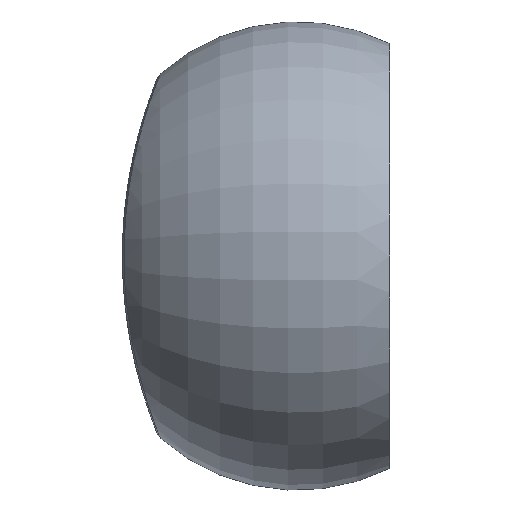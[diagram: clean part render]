
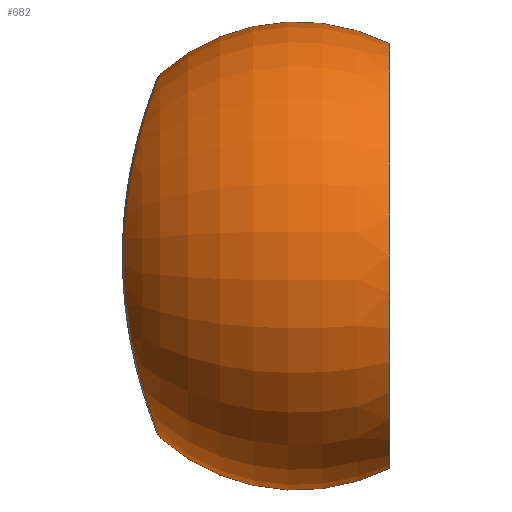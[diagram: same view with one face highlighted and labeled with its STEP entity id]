
A CAD part, left-side view. The second image highlights one B-rep face of the part: STEP entity #682.
In plain terms, the highlighted toroidal (fillet/blend) face has major radius 2.717 mm and minor radius 19.938 mm.
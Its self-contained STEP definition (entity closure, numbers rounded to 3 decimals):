
#9 = DIRECTION ( 'NONE',  ( 0., 0., 1. ) ) ;
#12 = CARTESIAN_POINT ( 'NONE',  ( -11.188, 18.512, -10.237 ) ) ;
#17 = CARTESIAN_POINT ( 'NONE',  ( 0., 16.164, -17.619 ) ) ;
#21 = CARTESIAN_POINT ( 'NONE',  ( -12.724, 19.247, -6.437 ) ) ;
#24 = CARTESIAN_POINT ( 'NONE',  ( -12.228, 18.987, -8.01 ) ) ;
#40 = CIRCLE ( 'NONE', #728, 19.938 ) ;
#44 = B_SPLINE_CURVE_WITH_KNOTS ( 'NONE', 3,
 ( #571, #21, #24, #12, #911, #741, #1012, #200, #648, #392, #278, #1007, #468, #1103, #465, #737, #1003, #101, #473, #1108, #563, #17 ),
 .UNSPECIFIED., .F., .F.,
 ( 4, 2, 2, 2, 2, 2, 2, 2, 2, 2, 4 ),
 ( 0.092, 0.097, 0.099, 0.1, 0.102, 0.103, 0.104, 0.107, 0.108, 0.109, 0.112 ),
 .UNSPECIFIED. ) ;
#80 = VERTEX_POINT ( 'NONE', #442 ) ;
#82 = CARTESIAN_POINT ( 'NONE',  ( -3.364, 16.366, 17.112 ) ) ;
#83 = VERTEX_POINT ( 'NONE', #1073 ) ;
#96 = CARTESIAN_POINT ( 'NONE',  ( 0., 16.164, -17.619 ) ) ;
#97 = CARTESIAN_POINT ( 'NONE',  ( -13.524, 19.682, 0.13 ) ) ;
#101 = CARTESIAN_POINT ( 'NONE',  ( -3.301, 16.358, -17.135 ) ) ;
#106 = CARTESIAN_POINT ( 'NONE',  ( -13.252, 19.53, 3.849 ) ) ;
#113 = ORIENTED_EDGE ( 'NONE', *, *, #345, .T. ) ;
#114 = CARTESIAN_POINT ( 'NONE',  ( 0., 16.164, 17.619 ) ) ;
#119 = DIRECTION ( 'NONE',  ( 0., 0., -1. ) ) ;
#151 = CARTESIAN_POINT ( 'NONE',  ( -5.889, 16.793, 15.989 ) ) ;
#167 = CARTESIAN_POINT ( 'NONE',  ( -4.247, 16.484, 16.812 ) ) ;
#183 = CARTESIAN_POINT ( 'NONE',  ( 0., -6., 20.55 ) ) ;
#186 = CARTESIAN_POINT ( 'NONE',  ( -10.912, 18.388, 10.79 ) ) ;
#189 = CARTESIAN_POINT ( 'NONE',  ( -12.551, 19.16, 6.843 ) ) ;
#200 = CARTESIAN_POINT ( 'NONE',  ( -9.359, 17.784, -12.989 ) ) ;
#204 = DIRECTION ( 'NONE',  ( 0., 1., 0. ) ) ;
#251 = CIRCLE ( 'NONE', #852, 20.55 ) ;
#278 = CARTESIAN_POINT ( 'NONE',  ( -8.245, 17.411, -14.194 ) ) ;
#279 = CARTESIAN_POINT ( 'NONE',  ( -10.283, 18.122, 11.821 ) ) ;
#312 = DIRECTION ( 'NONE',  ( 1., 0., 0. ) ) ;
#344 = FACE_OUTER_BOUND ( 'NONE', #802, .T. ) ;
#345 = EDGE_CURVE ( 'NONE', #83, #388, #44, .T. ) ;
#352 = CARTESIAN_POINT ( 'NONE',  ( -2.161, 16.246, 17.415 ) ) ;
#355 = CARTESIAN_POINT ( 'NONE',  ( 0., -6., 0. ) ) ;
#361 = VERTEX_POINT ( 'NONE', #1015 ) ;
#377 = CARTESIAN_POINT ( 'NONE',  ( -13.031, 19.409, 5.063 ) ) ;
#384 = CARTESIAN_POINT ( 'NONE',  ( -8.763, 17.567, 13.734 ) ) ;
#388 = VERTEX_POINT ( 'NONE', #96 ) ;
#392 = CARTESIAN_POINT ( 'NONE',  ( -8.536, 17.504, -13.905 ) ) ;
#408 = EDGE_CURVE ( 'NONE', #80, #83, #422, .T. ) ;
#422 = B_SPLINE_CURVE_WITH_KNOTS ( 'NONE', 3,
 ( #114, #1027, #928, #352, #1156, #1076, #82, #167, #795, #1030, #151, #458, #1000, #461, #384, #279, #186, #466, #1008, #908, #189, #377, #106, #649, #642, #97, #913, #551, #738, #724 ),
 .UNSPECIFIED., .F., .F.,
 ( 4, 2, 2, 2, 2, 2, 2, 2, 2, 2, 2, 2, 2, 2, 4 ),
 ( 0.062, 0.064, 0.064, 0.065, 0.067, 0.068, 0.069, 0.073, 0.077, 0.078, 0.08, 0.084, 0.086, 0.088, 0.092 ),
 .UNSPECIFIED. ) ;
#442 = CARTESIAN_POINT ( 'NONE',  ( 0., 16.164, 17.619 ) ) ;
#458 = CARTESIAN_POINT ( 'NONE',  ( -6.409, 16.91, 15.663 ) ) ;
#461 = CARTESIAN_POINT ( 'NONE',  ( -7.899, 17.289, 14.584 ) ) ;
#463 = EDGE_CURVE ( 'NONE', #653, #80, #40, .T. ) ;
#465 = CARTESIAN_POINT ( 'NONE',  ( -5.612, 16.725, -16.176 ) ) ;
#466 = CARTESIAN_POINT ( 'NONE',  ( -11.703, 18.746, 9.15 ) ) ;
#468 = CARTESIAN_POINT ( 'NONE',  ( -7.313, 17.14, -15.01 ) ) ;
#470 = ORIENTED_EDGE ( 'NONE', *, *, #616, .T. ) ;
#473 = CARTESIAN_POINT ( 'NONE',  ( -2.898, 16.312, -17.249 ) ) ;
#474 = AXIS2_PLACEMENT_3D ( 'NONE', #754, #312, #119 ) ;
#528 = DIRECTION ( 'NONE',  ( 0., 1., 0. ) ) ;
#551 = CARTESIAN_POINT ( 'NONE',  ( -13.439, 19.634, -2.338 ) ) ;
#556 = DIRECTION ( 'NONE',  ( -1., 0., 0. ) ) ;
#559 = DIRECTION ( 'NONE',  ( 0., 0., 1. ) ) ;
#563 = CARTESIAN_POINT ( 'NONE',  ( -0.848, 16.164, -17.619 ) ) ;
#571 = CARTESIAN_POINT ( 'NONE',  ( -13.053, 19.423, -4.784 ) ) ;
#612 = CIRCLE ( 'NONE', #474, 19.938 ) ;
#615 = DIRECTION ( 'NONE',  ( 0., 0., 1. ) ) ;
#616 = EDGE_CURVE ( 'NONE', #361, #653, #251, .T. ) ;
#642 = CARTESIAN_POINT ( 'NONE',  ( -13.488, 19.661, 1.369 ) ) ;
#648 = CARTESIAN_POINT ( 'NONE',  ( -9.094, 17.69, -13.302 ) ) ;
#649 = CARTESIAN_POINT ( 'NONE',  ( -13.446, 19.638, 1.992 ) ) ;
#653 = VERTEX_POINT ( 'NONE', #183 ) ;
#682 = ADVANCED_FACE ( 'NONE', ( #344 ), #988, .T. ) ;
#713 = ORIENTED_EDGE ( 'NONE', *, *, #463, .T. ) ;
#724 = CARTESIAN_POINT ( 'NONE',  ( -13.053, 19.423, -4.784 ) ) ;
#728 = AXIS2_PLACEMENT_3D ( 'NONE', #823, #556, #9 ) ;
#735 = EDGE_CURVE ( 'NONE', #361, #388, #612, .T. ) ;
#737 = CARTESIAN_POINT ( 'NONE',  ( -4.485, 16.525, -16.704 ) ) ;
#738 = CARTESIAN_POINT ( 'NONE',  ( -13.296, 19.553, -3.564 ) ) ;
#741 = CARTESIAN_POINT ( 'NONE',  ( -10.108, 18.064, -11.999 ) ) ;
#754 = CARTESIAN_POINT ( 'NONE',  ( 0., 2.918, -2.717 ) ) ;
#795 = CARTESIAN_POINT ( 'NONE',  ( -4.812, 16.577, 16.568 ) ) ;
#802 = EDGE_LOOP ( 'NONE', ( #1180, #470, #713, #1079, #113 ) ) ;
#823 = CARTESIAN_POINT ( 'NONE',  ( 0., 2.918, 2.717 ) ) ;
#825 = CARTESIAN_POINT ( 'NONE',  ( 0., 2.918, 0. ) ) ;
#852 = AXIS2_PLACEMENT_3D ( 'NONE', #355, #528, #615 ) ;
#908 = CARTESIAN_POINT ( 'NONE',  ( -12.365, 19.066, 7.431 ) ) ;
#911 = CARTESIAN_POINT ( 'NONE',  ( -10.791, 18.338, -10.959 ) ) ;
#913 = CARTESIAN_POINT ( 'NONE',  ( -13.52, 19.679, -0.488 ) ) ;
#928 = CARTESIAN_POINT ( 'NONE',  ( -1.246, 16.185, 17.567 ) ) ;
#988 = TOROIDAL_SURFACE ( 'NONE', #1061, 2.717, 19.938 ) ;
#1000 = CARTESIAN_POINT ( 'NONE',  ( -6.664, 16.972, 15.49 ) ) ;
#1003 = CARTESIAN_POINT ( 'NONE',  ( -4.097, 16.464, -16.862 ) ) ;
#1007 = CARTESIAN_POINT ( 'NONE',  ( -7.634, 17.229, -14.746 ) ) ;
#1008 = CARTESIAN_POINT ( 'NONE',  ( -11.94, 18.858, 8.587 ) ) ;
#1012 = CARTESIAN_POINT ( 'NONE',  ( -9.866, 17.971, -12.337 ) ) ;
#1015 = CARTESIAN_POINT ( 'NONE',  ( 0., -6., -20.55 ) ) ;
#1027 = CARTESIAN_POINT ( 'NONE',  ( -0.628, 16.164, 17.619 ) ) ;
#1030 = CARTESIAN_POINT ( 'NONE',  ( -5.624, 16.737, 16.141 ) ) ;
#1061 = AXIS2_PLACEMENT_3D ( 'NONE', #825, #204, #559 ) ;
#1073 = CARTESIAN_POINT ( 'NONE',  ( -13.053, 19.423, -4.784 ) ) ;
#1076 = CARTESIAN_POINT ( 'NONE',  ( -3.065, 16.332, 17.201 ) ) ;
#1079 = ORIENTED_EDGE ( 'NONE', *, *, #408, .T. ) ;
#1103 = CARTESIAN_POINT ( 'NONE',  ( -6.317, 16.881, -15.751 ) ) ;
#1108 = CARTESIAN_POINT ( 'NONE',  ( -1.678, 16.203, -17.525 ) ) ;
#1156 = CARTESIAN_POINT ( 'NONE',  ( -2.464, 16.272, 17.352 ) ) ;
#1180 = ORIENTED_EDGE ( 'NONE', *, *, #735, .F. ) ;
